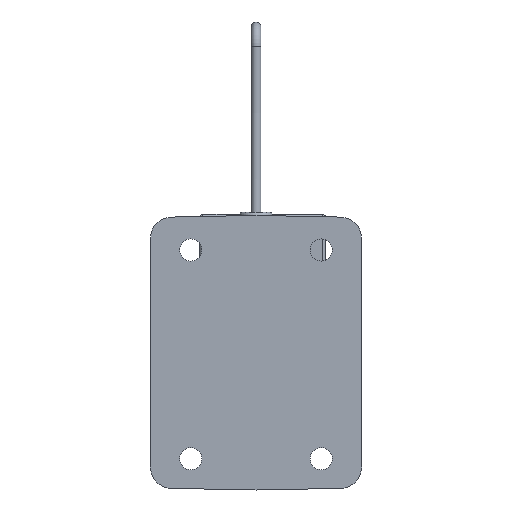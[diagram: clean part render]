
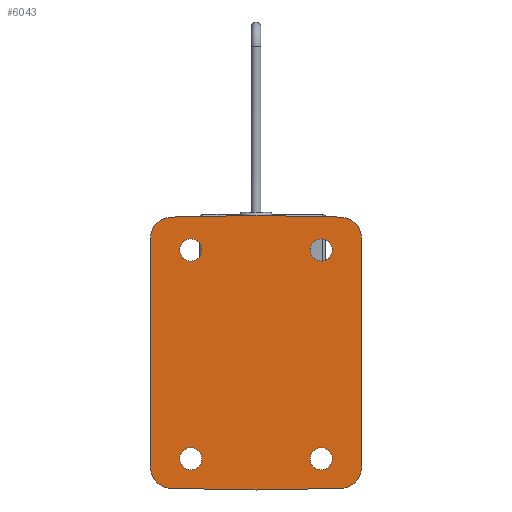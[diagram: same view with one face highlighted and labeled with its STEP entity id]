
A CAD part, left-side view. The second image highlights one B-rep face of the part: STEP entity #6043.
In plain terms, the highlighted planar face has unit normal (-1, 0, 0).
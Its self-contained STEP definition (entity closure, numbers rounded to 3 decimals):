
#533=FACE_BOUND('',#1009,.T.);
#534=FACE_BOUND('',#1010,.T.);
#535=FACE_BOUND('',#1011,.T.);
#536=FACE_BOUND('',#1012,.T.);
#598=FACE_OUTER_BOUND('',#1008,.T.);
#1008=EDGE_LOOP('',(#3889,#3890,#3891,#3892,#3893,#3894,#3895,#3896,#3897,
#3898));
#1009=EDGE_LOOP('',(#3899));
#1010=EDGE_LOOP('',(#3900));
#1011=EDGE_LOOP('',(#3901));
#1012=EDGE_LOOP('',(#3902));
#1483=LINE('',#9220,#1787);
#1484=LINE('',#9222,#1788);
#1485=LINE('',#9226,#1789);
#1486=LINE('',#9230,#1790);
#1487=LINE('',#9232,#1791);
#1488=LINE('',#9235,#1792);
#1787=VECTOR('',#7301,1.);
#1788=VECTOR('',#7302,1.);
#1789=VECTOR('',#7305,1.);
#1790=VECTOR('',#7308,1.);
#1791=VECTOR('',#7309,1.);
#1792=VECTOR('',#7312,1.);
#2091=CIRCLE('',#6488,13.);
#2092=CIRCLE('',#6489,13.);
#2093=CIRCLE('',#6490,13.);
#2094=CIRCLE('',#6491,13.);
#2095=CIRCLE('',#6492,6.75);
#2096=CIRCLE('',#6493,6.75);
#2097=CIRCLE('',#6494,6.75);
#2098=CIRCLE('',#6495,6.75);
#2514=VERTEX_POINT('',#9216);
#2515=VERTEX_POINT('',#9217);
#2516=VERTEX_POINT('',#9219);
#2517=VERTEX_POINT('',#9221);
#2518=VERTEX_POINT('',#9223);
#2519=VERTEX_POINT('',#9225);
#2520=VERTEX_POINT('',#9227);
#2521=VERTEX_POINT('',#9229);
#2522=VERTEX_POINT('',#9231);
#2523=VERTEX_POINT('',#9233);
#2524=VERTEX_POINT('',#9236);
#2525=VERTEX_POINT('',#9238);
#2526=VERTEX_POINT('',#9240);
#2527=VERTEX_POINT('',#9242);
#3025=EDGE_CURVE('',#2514,#2515,#2091,.T.);
#3026=EDGE_CURVE('',#2514,#2516,#1483,.T.);
#3027=EDGE_CURVE('',#2517,#2516,#1484,.T.);
#3028=EDGE_CURVE('',#2517,#2518,#2092,.T.);
#3029=EDGE_CURVE('',#2518,#2519,#1485,.T.);
#3030=EDGE_CURVE('',#2520,#2519,#2093,.T.);
#3031=EDGE_CURVE('',#2520,#2521,#1486,.T.);
#3032=EDGE_CURVE('',#2522,#2521,#1487,.T.);
#3033=EDGE_CURVE('',#2523,#2522,#2094,.T.);
#3034=EDGE_CURVE('',#2515,#2523,#1488,.T.);
#3035=EDGE_CURVE('',#2524,#2524,#2095,.T.);
#3036=EDGE_CURVE('',#2525,#2525,#2096,.T.);
#3037=EDGE_CURVE('',#2526,#2526,#2097,.T.);
#3038=EDGE_CURVE('',#2527,#2527,#2098,.T.);
#3889=ORIENTED_EDGE('',*,*,#3025,.F.);
#3890=ORIENTED_EDGE('',*,*,#3026,.T.);
#3891=ORIENTED_EDGE('',*,*,#3027,.F.);
#3892=ORIENTED_EDGE('',*,*,#3028,.T.);
#3893=ORIENTED_EDGE('',*,*,#3029,.T.);
#3894=ORIENTED_EDGE('',*,*,#3030,.F.);
#3895=ORIENTED_EDGE('',*,*,#3031,.T.);
#3896=ORIENTED_EDGE('',*,*,#3032,.F.);
#3897=ORIENTED_EDGE('',*,*,#3033,.F.);
#3898=ORIENTED_EDGE('',*,*,#3034,.F.);
#3899=ORIENTED_EDGE('',*,*,#3035,.F.);
#3900=ORIENTED_EDGE('',*,*,#3036,.F.);
#3901=ORIENTED_EDGE('',*,*,#3037,.F.);
#3902=ORIENTED_EDGE('',*,*,#3038,.F.);
#5617=PLANE('',#6487);
#6043=ADVANCED_FACE('',(#598,#533,#534,#535,#536),#5617,.F.);
#6487=AXIS2_PLACEMENT_3D('',#9215,#7297,#7298);
#6488=AXIS2_PLACEMENT_3D('',#9218,#7299,#7300);
#6489=AXIS2_PLACEMENT_3D('',#9224,#7303,#7304);
#6490=AXIS2_PLACEMENT_3D('',#9228,#7306,#7307);
#6491=AXIS2_PLACEMENT_3D('',#9234,#7310,#7311);
#6492=AXIS2_PLACEMENT_3D('',#9237,#7313,#7314);
#6493=AXIS2_PLACEMENT_3D('',#9239,#7315,#7316);
#6494=AXIS2_PLACEMENT_3D('',#9241,#7317,#7318);
#6495=AXIS2_PLACEMENT_3D('',#9243,#7319,#7320);
#7297=DIRECTION('center_axis',(1.,0.,0.));
#7298=DIRECTION('ref_axis',(0.,0.,-1.));
#7299=DIRECTION('center_axis',(1.,0.,0.));
#7300=DIRECTION('ref_axis',(0.,0.,
1.));
#7301=DIRECTION('',(0.,-1.,-0.02));
#7302=DIRECTION('',(0.,1.,-0.02));
#7303=DIRECTION('center_axis',(-1.,0.,0.));
#7304=DIRECTION('ref_axis',(0.,-1.,0.));
#7305=DIRECTION('',(0.,0.,1.));
#7306=DIRECTION('center_axis',(1.,0.,0.));
#7307=DIRECTION('ref_axis',(0.,0.,
1.));
#7308=DIRECTION('',(0.,1.,0.02));
#7309=DIRECTION('',(0.,-1.,0.02));
#7310=DIRECTION('center_axis',(1.,0.,0.));
#7311=DIRECTION('ref_axis',(0.,0.,
1.));
#7312=DIRECTION('',(0.,0.,1.));
#7313=DIRECTION('center_axis',(-1.,0.,0.));
#7314=DIRECTION('ref_axis',(0.,-1.,0.));
#7315=DIRECTION('center_axis',(-1.,0.,0.));
#7316=DIRECTION('ref_axis',(0.,-1.,0.));
#7317=DIRECTION('center_axis',(-1.,0.,0.));
#7318=DIRECTION('ref_axis',(0.,-1.,0.));
#7319=DIRECTION('center_axis',(-1.,0.,0.));
#7320=DIRECTION('ref_axis',(0.,-1.,0.));
#9215=CARTESIAN_POINT('Origin',(-215.5,0.,0.));
#9216=CARTESIAN_POINT('',(-215.5,51.25,-76.7));
#9217=CARTESIAN_POINT('',(-215.5,64.25,-63.7));
#9218=CARTESIAN_POINT('Origin',(-215.5,51.25,-63.7));
#9219=CARTESIAN_POINT('',(-215.5,0.,-77.7));
#9220=CARTESIAN_POINT('',(-215.5,51.25,-76.7));
#9221=CARTESIAN_POINT('',(-215.5,-51.25,-76.7));
#9222=CARTESIAN_POINT('',(-215.5,-51.25,-76.7));
#9223=CARTESIAN_POINT('',(-215.5,-64.25,-63.7));
#9224=CARTESIAN_POINT('Origin',(-215.5,-51.25,-63.7));
#9225=CARTESIAN_POINT('',(-215.5,-64.25,75.3));
#9226=CARTESIAN_POINT('',(-215.5,-64.25,-63.7));
#9227=CARTESIAN_POINT('',(-215.5,-51.25,88.3));
#9228=CARTESIAN_POINT('Origin',(-215.5,-51.25,75.3));
#9229=CARTESIAN_POINT('',(-215.5,0.,89.3));
#9230=CARTESIAN_POINT('',(-215.5,-51.25,88.3));
#9231=CARTESIAN_POINT('',(-215.5,51.25,88.3));
#9232=CARTESIAN_POINT('',(-215.5,51.25,88.3));
#9233=CARTESIAN_POINT('',(-215.5,64.25,75.3));
#9234=CARTESIAN_POINT('Origin',(-215.5,51.25,75.3));
#9235=CARTESIAN_POINT('',(-215.5,64.25,-63.7));
#9236=CARTESIAN_POINT('',(-215.5,-46.45,-58.7));
#9237=CARTESIAN_POINT('Origin',(-215.5,-39.7,-58.7));
#9238=CARTESIAN_POINT('',(-215.5,32.95,-58.7));
#9239=CARTESIAN_POINT('Origin',(-215.5,39.7,-58.7));
#9240=CARTESIAN_POINT('',(-215.5,-46.45,68.3));
#9241=CARTESIAN_POINT('Origin',(-215.5,-39.7,68.3));
#9242=CARTESIAN_POINT('',(-215.5,32.95,68.3));
#9243=CARTESIAN_POINT('Origin',(-215.5,39.7,68.3));
